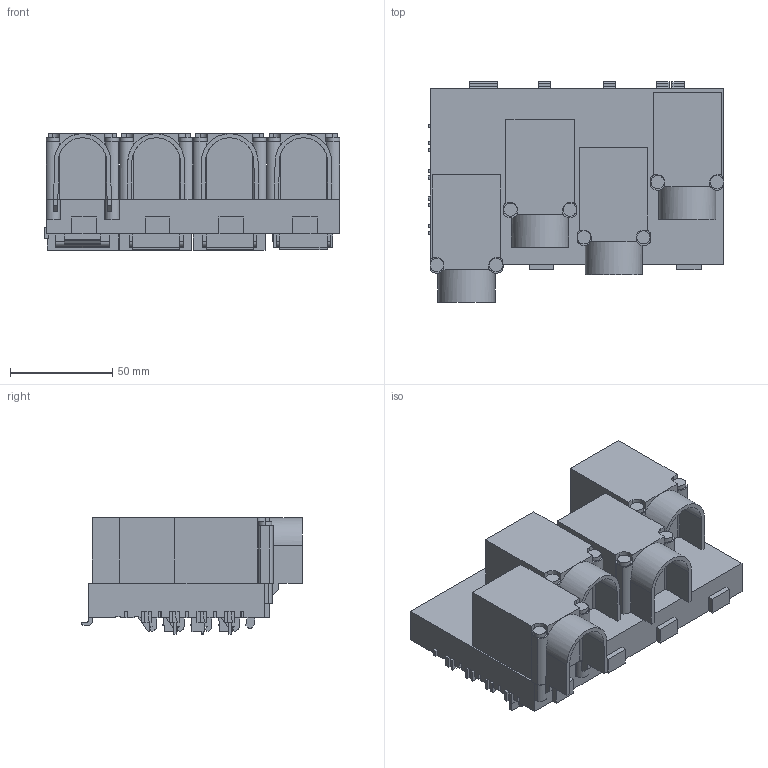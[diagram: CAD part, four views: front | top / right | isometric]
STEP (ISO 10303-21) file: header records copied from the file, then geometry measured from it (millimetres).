
FILE_DESCRIPTION (( 'STEP AP214' ), '1' );
FILE_NAME ('zlsp934-3LN-R-asm.STEP', '2019-06-13T14:12:26', ( '' ), ( '' ), 'SwSTEP 2.0', 'SolidWorks 2018', '' );
FILE_SCHEMA (( 'AUTOMOTIVE_DESIGN' ));
Length unit declared in the file: millimetre
Products named in the file (1): zlsp934-3LN-R-asm
Bounding box: 144.6 x 107.98 x 57 mm (x, y, z)
Volume: 319328 mm3; surface area: 88218.5 mm2
Topology: 1 solids, 1 shells, 877 faces, 2510 edges, 1645 vertices
Faces by surface type: plane 686, cylinder 176, cone 8, bspline 7
Entity records: 28555 total; most frequent: CARTESIAN_POINT 5569, ORIENTED_EDGE 5020, DIRECTION 4528, EDGE_CURVE 2510, LINE 1998, VECTOR 1998, VERTEX_POINT 1645, AXIS2_PLACEMENT_3D 1265
